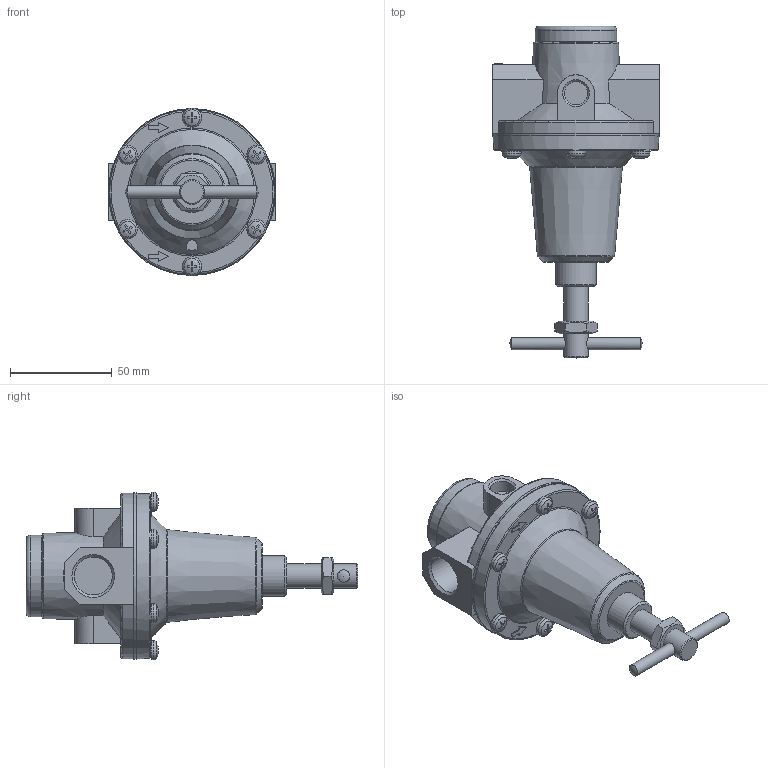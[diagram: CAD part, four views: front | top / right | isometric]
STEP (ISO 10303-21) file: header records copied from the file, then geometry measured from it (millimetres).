
FILE_DESCRIPTION(/* description */ ('STEP AP214'),/* implementation_level */ '2;1');
FILE_NAME(/* name */ '030894',/* time_stamp */ '2026-03-16T10:45:46+01:00',/* author */ ('License CC BY-ND 4.0'),/* organization */ ('CADENAS'),/* preprocessor_version */ 'ST-DEVELOPER v20',/* originating_system */ 'PARTsolutions',/* authorisation */ ' ');
FILE_SCHEMA (('AUTOMOTIVE_DESIGN {1 0 10303 214 3 1 1}'));
Length unit declared in the file: millimetre
Products named in the file (2): 030894; 637.40 A-1(00)-1
Assembly tree (1 placements, depth 2):
  030894
    637.40 A-1(00)-1
Bounding box: 82 x 163 x 82.5 mm (x, y, z)
Volume: 267015.5 mm3; surface area: 35167.5 mm2
Topology: 1 solids, 1 shells, 234 faces, 599 edges, 389 vertices
Faces by surface type: plane 159, cone 26, cylinder 21, torus 20, sphere 8
Full cylindrical faces by diameter (mm): 6 x2, 11.445 x1, 12 x2, 18.631 x2, 20 x1, 40 x1, 82 x1
Entity records: 8466 total; most frequent: CARTESIAN_POINT 1405, DIRECTION 1125, ORIENTED_EDGE 1056, EDGE_CURVE 528, AXIS2_PLACEMENT_3D 425, VERTEX_POINT 370, EDGE_LOOP 306, FACE_BOUND 306
